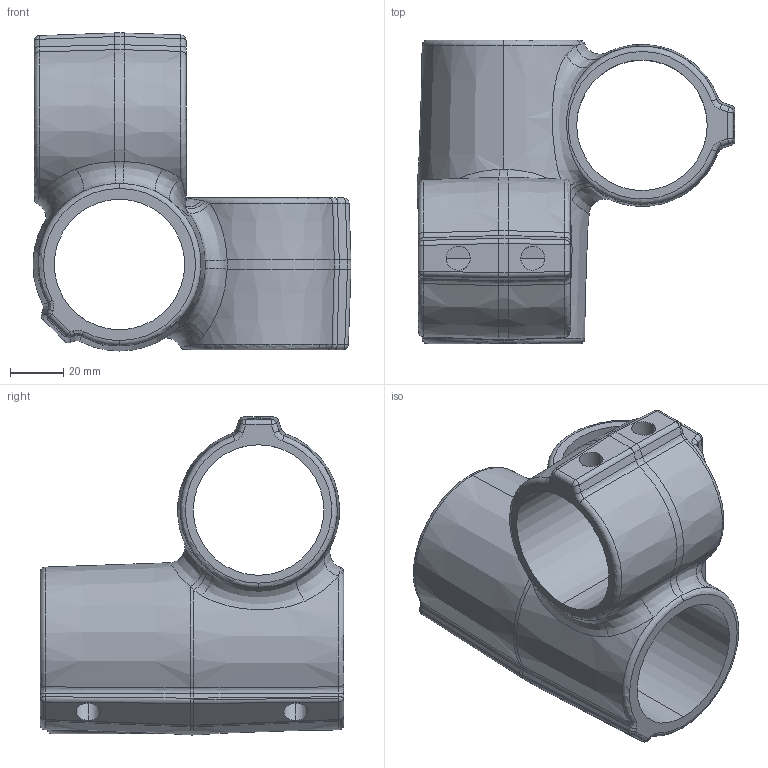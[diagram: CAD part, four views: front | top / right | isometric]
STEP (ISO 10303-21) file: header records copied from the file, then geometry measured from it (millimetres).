
FILE_DESCRIPTION (( 'STEP AP203' ), '1' );
FILE_NAME ('T194100.STEP', '2018-07-13T13:30:04', ( '' ), ( '' ), 'SwSTEP 2.0', 'SolidWorks 2016', '' );
FILE_SCHEMA (( 'CONFIG_CONTROL_DESIGN' ));
Length unit declared in the file: millimetre
Products named in the file (1): T194100
Bounding box: 119.41 x 114 x 119.43 mm (x, y, z)
Volume: 246374.8 mm3; surface area: 76441.1 mm2
Topology: 1 solids, 1 shells, 192 faces, 441 edges, 243 vertices
Faces by surface type: bspline 64, cylinder 59, plane 24, torus 20, cone 13, sphere 12
Entity records: 7746 total; most frequent: CARTESIAN_POINT 3839, ORIENTED_EDGE 874, DIRECTION 717, EDGE_CURVE 437, AXIS2_PLACEMENT_3D 307, VERTEX_POINT 243, EDGE_LOOP 206, ADVANCED_FACE 192
